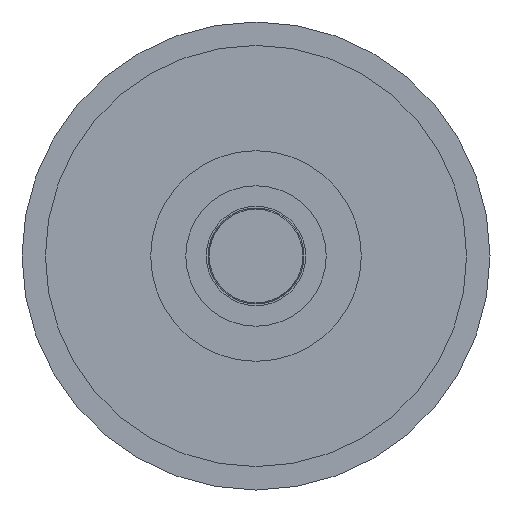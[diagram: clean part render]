
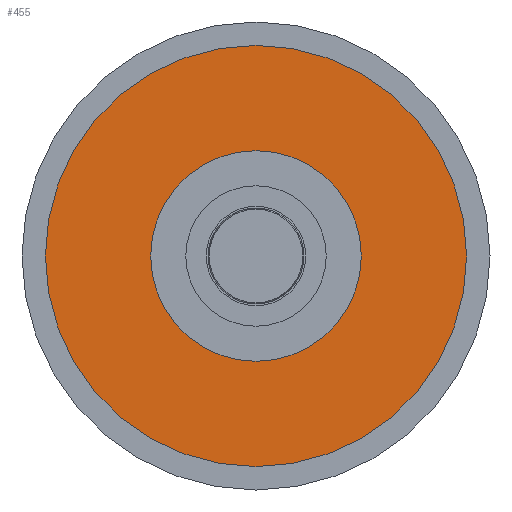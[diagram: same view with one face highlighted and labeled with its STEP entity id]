
A CAD part, front view. The second image highlights one B-rep face of the part: STEP entity #455.
In plain terms, the highlighted face is planar.
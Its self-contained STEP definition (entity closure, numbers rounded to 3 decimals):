
#339 = EDGE_CURVE ( 'NONE', #340, #341, #1114, .T. ) ;
#340 = VERTEX_POINT ( 'NONE', #1110 ) ;
#341 = VERTEX_POINT ( 'NONE', #1109 ) ;
#353 = EDGE_CURVE ( 'NONE', #374, #373, #1150, .T. ) ;
#372 = EDGE_CURVE ( 'NONE', #373, #374, #1174, .T. ) ;
#373 = VERTEX_POINT ( 'NONE', #1170 ) ;
#374 = VERTEX_POINT ( 'NONE', #1169 ) ;
#375 = EDGE_CURVE ( 'NONE', #341, #340, #1234, .T. ) ;
#376 = EDGE_LOOP ( 'NONE', ( #377, #379 ) ) ;
#377 = ORIENTED_EDGE ( 'NONE', *, *, #353, .T. ) ;
#379 = ORIENTED_EDGE ( 'NONE', *, *, #372, .T. ) ;
#455 = ADVANCED_FACE ( 'NONE', ( #1336, #1330 ), #1329, .F. ) ;
#457 = EDGE_LOOP ( 'NONE', ( #458, #459 ) ) ;
#458 = ORIENTED_EDGE ( 'NONE', *, *, #339, .F. ) ;
#459 = ORIENTED_EDGE ( 'NONE', *, *, #375, .F. ) ;
#1109 = CARTESIAN_POINT ( 'NONE',  ( 18., 0., 0. ) ) ;
#1110 = CARTESIAN_POINT ( 'NONE',  ( -18., 0., 0. ) ) ;
#1111 = DIRECTION ( 'NONE',  ( -1., 0., 0. ) ) ;
#1112 = DIRECTION ( 'NONE',  ( 0., 0., -1. ) ) ;
#1113 = AXIS2_PLACEMENT_3D ( 'NONE', #1119, #1112, #1111 ) ;
#1114 = CIRCLE ( 'NONE', #1113, 18. ) ;
#1119 = CARTESIAN_POINT ( 'NONE',  ( 0., 0., 0. ) ) ;
#1147 = DIRECTION ( 'NONE',  ( -1., 0., 0. ) ) ;
#1148 = DIRECTION ( 'NONE',  ( 0., 0., -1. ) ) ;
#1149 = AXIS2_PLACEMENT_3D ( 'NONE', #1156, #1148, #1147 ) ;
#1150 = CIRCLE ( 'NONE', #1149, 9. ) ;
#1156 = CARTESIAN_POINT ( 'NONE',  ( 0., 0., 0. ) ) ;
#1169 = CARTESIAN_POINT ( 'NONE',  ( -9., 0., 0. ) ) ;
#1170 = CARTESIAN_POINT ( 'NONE',  ( 9., 0., 0. ) ) ;
#1171 = DIRECTION ( 'NONE',  ( -1., 0., 0. ) ) ;
#1172 = DIRECTION ( 'NONE',  ( 0., 0., -1. ) ) ;
#1173 = AXIS2_PLACEMENT_3D ( 'NONE', #1180, #1172, #1171 ) ;
#1174 = CIRCLE ( 'NONE', #1173, 9. ) ;
#1180 = CARTESIAN_POINT ( 'NONE',  ( 0., 0., 0. ) ) ;
#1230 = DIRECTION ( 'NONE',  ( -1., 0., 0. ) ) ;
#1231 = DIRECTION ( 'NONE',  ( 0., 0., -1. ) ) ;
#1232 = CARTESIAN_POINT ( 'NONE',  ( 0., 0., 0. ) ) ;
#1233 = AXIS2_PLACEMENT_3D ( 'NONE', #1232, #1231, #1230 ) ;
#1234 = CIRCLE ( 'NONE', #1233, 18. ) ;
#1325 = DIRECTION ( 'NONE',  ( -1., 0., 0. ) ) ;
#1326 = DIRECTION ( 'NONE',  ( 0., 0., -1. ) ) ;
#1327 = CARTESIAN_POINT ( 'NONE',  ( 9., 0., 0. ) ) ;
#1328 = AXIS2_PLACEMENT_3D ( 'NONE', #1327, #1326, #1325 ) ;
#1329 = PLANE ( 'NONE',  #1328 ) ;
#1330 = FACE_BOUND ( 'NONE', #376, .T. ) ;
#1336 = FACE_OUTER_BOUND ( 'NONE', #457, .T. ) ;
